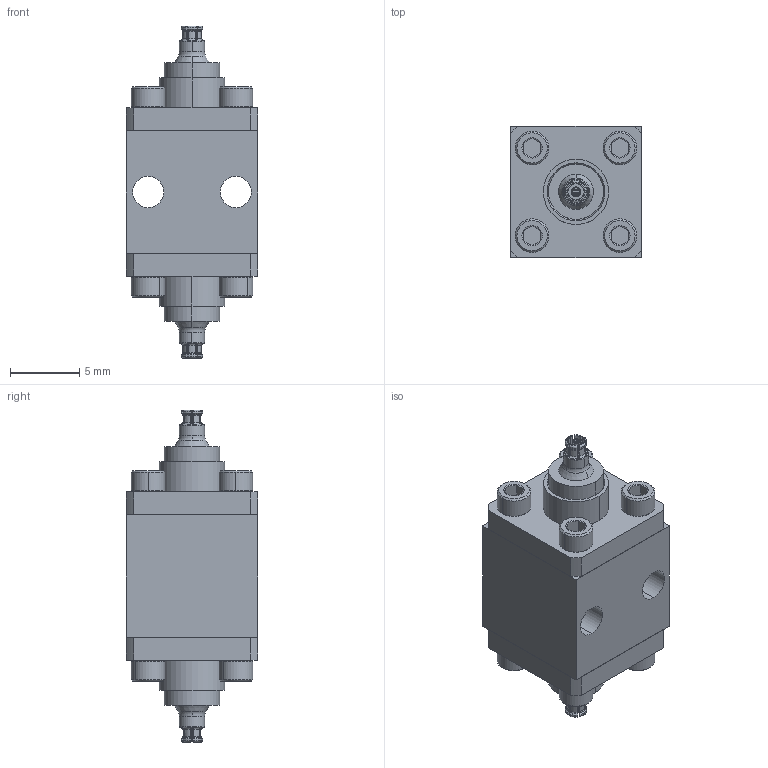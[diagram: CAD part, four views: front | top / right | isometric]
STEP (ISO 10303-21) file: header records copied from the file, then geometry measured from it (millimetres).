
FILE_DESCRIPTION (( 'STEP AP203' ), '1' );
FILE_NAME ('SD121603_A.STEP', '2022-12-05T12:31:08', ( '' ), ( '' ), 'SwSTEP 2.0', 'SolidWorks 2021', '' );
FILE_SCHEMA (( 'CONFIG_CONTROL_DESIGN' ));
Length unit declared in the file: inch
Products named in the file (4): SD121603_A; SMPS-19510-MECH-REV-^SD121603; SD121600 body; 92196A054_18-8 Stainless Steel Socket Head Screw_92196A054
Assembly tree (11 placements, depth 2):
  SD121603_A
    SD121600 body
    92196A054_18-8 Stainless Steel Socket Head Screw_92196A054  x8
    SMPS-19510-MECH-REV-^SD121603  x2
Bounding box: 9.53 x 9.53 x 24.03 mm (x, y, z)
Volume: 1196.9 mm3; surface area: 1878.7 mm2
Topology: 11 solids, 11 shells, 878 faces, 2250 edges, 1431 vertices
Faces by surface type: cylinder 394, cone 198, plane 194, torus 68, bspline 24
Entity records: 10731 total; most frequent: CARTESIAN_POINT 3796, ORIENTED_EDGE 1370, DIRECTION 1320, EDGE_CURVE 685, AXIS2_PLACEMENT_3D 539, VERTEX_POINT 444, EDGE_LOOP 291, CIRCLE 265
